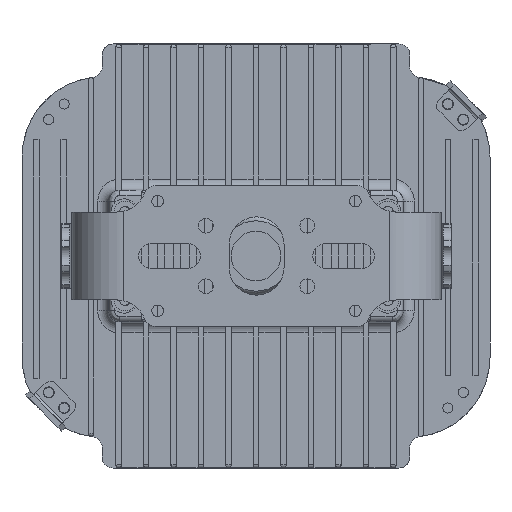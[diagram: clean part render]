
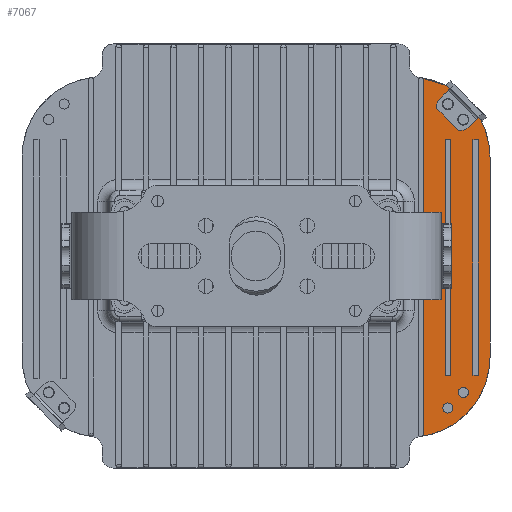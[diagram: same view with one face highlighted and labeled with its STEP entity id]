
A CAD part, front view. The second image highlights one B-rep face of the part: STEP entity #7067.
In plain terms, the highlighted planar face has unit normal (0, -1, 0).
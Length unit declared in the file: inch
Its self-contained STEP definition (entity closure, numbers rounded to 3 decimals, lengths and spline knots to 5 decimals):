
#1=CARTESIAN_POINT('',(3.5,0.,-2.3));
#2=DIRECTION('',(0.,1.,0.));
#3=DIRECTION('',(1.,0.,0.));
#4=AXIS2_PLACEMENT_3D('',#1,#2,#3);
#6=CARTESIAN_POINT('',(3.75857,0.,-4.10659));
#7=CARTESIAN_POINT('',(3.76639,0.,-4.10545));
#8=CARTESIAN_POINT('',(3.7803,0.,-4.10066));
#9=CARTESIAN_POINT('',(3.79815,0.,-4.08641));
#10=CARTESIAN_POINT('',(3.80969,0.,-4.06682));
#11=CARTESIAN_POINT('',(3.8125,0.,-4.05215));
#12=CARTESIAN_POINT('',(3.8125,0.,-4.04425));
#14=DIRECTION('',(0.,0.,1.));
#15=VECTOR('',#14,8.03849);
#16=CARTESIAN_POINT('',(3.8125,0.,-4.04425));
#17=LINE('',#16,#15);
#18=CARTESIAN_POINT('',(3.8125,0.,3.99425));
#19=CARTESIAN_POINT('',(3.8125,0.,4.00215));
#20=CARTESIAN_POINT('',(3.80969,0.,4.01682));
#21=CARTESIAN_POINT('',(3.79815,0.,4.03641));
#22=CARTESIAN_POINT('',(3.7803,0.,4.05066));
#23=CARTESIAN_POINT('',(3.76639,0.,4.05545));
#24=CARTESIAN_POINT('',(3.75857,0.,4.05659));
#26=CARTESIAN_POINT('',(3.5,0.,2.25));
#27=DIRECTION('',(0.,1.,0.));
#28=DIRECTION('',(0.142,0.,0.99));
#29=AXIS2_PLACEMENT_3D('',#26,#27,#28);
#31=DIRECTION('',(1.,0.,0.));
#32=VECTOR('',#31,0.125);
#33=CARTESIAN_POINT('',(4.9375,0.,-2.711));
#34=LINE('',#33,#32);
#35=DIRECTION('',(0.,0.,1.));
#36=VECTOR('',#35,5.354);
#37=CARTESIAN_POINT('',(5.0625,0.,-2.711));
#38=LINE('',#37,#36);
#39=DIRECTION('',(-1.,0.,0.));
#40=VECTOR('',#39,0.125);
#41=CARTESIAN_POINT('',(5.0625,0.,2.643));
#42=LINE('',#41,#40);
#43=DIRECTION('',(1.,0.,0.));
#44=VECTOR('',#43,0.125);
#45=CARTESIAN_POINT('',(4.3125,0.,-2.711));
#46=LINE('',#45,#44);
#47=DIRECTION('',(0.,0.,1.));
#48=VECTOR('',#47,5.354);
#49=CARTESIAN_POINT('',(4.4375,0.,-2.711));
#50=LINE('',#49,#48);
#51=DIRECTION('',(-1.,0.,0.));
#52=VECTOR('',#51,0.125);
#53=CARTESIAN_POINT('',(4.4375,0.,2.643));
#54=LINE('',#53,#52);
#55=CARTESIAN_POINT('',(4.71755,0.,3.105));
#56=DIRECTION('',(0.,-1.,0.));
#57=DIRECTION('',(1.,0.,0.));
#58=AXIS2_PLACEMENT_3D('',#55,#56,#57);
#60=CARTESIAN_POINT('',(4.71755,0.,3.105));
#61=DIRECTION('',(0.,-1.,0.));
#62=DIRECTION('',(-1.,0.,0.));
#63=AXIS2_PLACEMENT_3D('',#60,#61,#62);
#65=CARTESIAN_POINT('',(4.364,0.,3.45855));
#66=DIRECTION('',(0.,-1.,0.));
#67=DIRECTION('',(1.,0.,0.));
#68=AXIS2_PLACEMENT_3D('',#65,#66,#67);
#70=CARTESIAN_POINT('',(4.364,0.,3.45855));
#71=DIRECTION('',(0.,-1.,0.));
#72=DIRECTION('',(-1.,0.,0.));
#73=AXIS2_PLACEMENT_3D('',#70,#71,#72);
#75=CARTESIAN_POINT('',(4.364,0.,-3.45855));
#76=DIRECTION('',(0.,-1.,0.));
#77=DIRECTION('',(1.,0.,0.));
#78=AXIS2_PLACEMENT_3D('',#75,#76,#77);
#80=CARTESIAN_POINT('',(4.364,0.,-3.45855));
#81=DIRECTION('',(0.,-1.,0.));
#82=DIRECTION('',(-1.,0.,0.));
#83=AXIS2_PLACEMENT_3D('',#80,#81,#82);
#85=CARTESIAN_POINT('',(4.71755,0.,-3.105));
#86=DIRECTION('',(0.,-1.,0.));
#87=DIRECTION('',(1.,0.,0.));
#88=AXIS2_PLACEMENT_3D('',#85,#86,#87);
#90=CARTESIAN_POINT('',(4.71755,0.,-3.105));
#91=DIRECTION('',(0.,-1.,0.));
#92=DIRECTION('',(-1.,0.,0.));
#93=AXIS2_PLACEMENT_3D('',#90,#91,#92);
#103=DIRECTION('',(0.,0.,1.));
#104=VECTOR('',#103,4.55);
#105=CARTESIAN_POINT('',(5.325,0.,-2.3));
#106=LINE('',#105,#104);
#5511=DIRECTION('',(0.,0.,1.));
#5512=VECTOR('',#5511,5.354);
#5513=CARTESIAN_POINT('',(4.9375,0.,-2.711));
#5514=LINE('',#5513,#5512);
#5547=DIRECTION('',(0.,0.,1.));
#5548=VECTOR('',#5547,5.354);
#5549=CARTESIAN_POINT('',(4.3125,0.,-2.711));
#5550=LINE('',#5549,#5548);
#5651=CARTESIAN_POINT('',(5.325,0.,-2.3));
#5652=CARTESIAN_POINT('',(3.75842,0.,-4.10661));
#5653=VERTEX_POINT('',#5651);
#5654=VERTEX_POINT('',#5652);
#5655=VERTEX_POINT('',#12);
#5656=CARTESIAN_POINT('',(3.8125,0.,3.99425));
#5657=VERTEX_POINT('',#5656);
#5658=VERTEX_POINT('',#24);
#5659=CARTESIAN_POINT('',(5.325,0.,2.25));
#5660=VERTEX_POINT('',#5659);
#5661=CARTESIAN_POINT('',(4.9375,0.,-2.711));
#5662=CARTESIAN_POINT('',(4.9375,0.,2.643));
#5663=VERTEX_POINT('',#5661);
#5664=VERTEX_POINT('',#5662);
#5665=CARTESIAN_POINT('',(5.0625,0.,-2.711));
#5666=VERTEX_POINT('',#5665);
#5667=CARTESIAN_POINT('',(5.0625,0.,2.643));
#5668=VERTEX_POINT('',#5667);
#5669=CARTESIAN_POINT('',(4.3125,0.,-2.711));
#5670=CARTESIAN_POINT('',(4.3125,0.,2.643));
#5671=VERTEX_POINT('',#5669);
#5672=VERTEX_POINT('',#5670);
#5673=CARTESIAN_POINT('',(4.4375,0.,-2.711));
#5674=VERTEX_POINT('',#5673);
#5675=CARTESIAN_POINT('',(4.4375,0.,2.643));
#5676=VERTEX_POINT('',#5675);
#5677=CARTESIAN_POINT('',(4.83255,0.,3.105));
#5678=CARTESIAN_POINT('',(4.60255,0.,3.105));
#5679=VERTEX_POINT('',#5677);
#5680=VERTEX_POINT('',#5678);
#5681=CARTESIAN_POINT('',(4.479,0.,3.45855));
#5682=CARTESIAN_POINT('',(4.249,0.,3.45855));
#5683=VERTEX_POINT('',#5681);
#5684=VERTEX_POINT('',#5682);
#5685=CARTESIAN_POINT('',(4.479,0.,-3.45855));
#5686=CARTESIAN_POINT('',(4.249,0.,-3.45855));
#5687=VERTEX_POINT('',#5685);
#5688=VERTEX_POINT('',#5686);
#5689=CARTESIAN_POINT('',(4.83255,0.,-3.105));
#5690=CARTESIAN_POINT('',(4.60255,0.,-3.105));
#5691=VERTEX_POINT('',#5689);
#5692=VERTEX_POINT('',#5690);
#7004=CARTESIAN_POINT('',(0.,0.,0.));
#7005=DIRECTION('',(0.,1.,0.));
#7006=DIRECTION('',(1.,0.,0.));
#7007=AXIS2_PLACEMENT_3D('',#7004,#7005,#7006);
#7008=PLANE('',#7007);
#7010=ORIENTED_EDGE('',*,*,#7009,.T.);
#7012=ORIENTED_EDGE('',*,*,#7011,.T.);
#7014=ORIENTED_EDGE('',*,*,#7013,.T.);
#7016=ORIENTED_EDGE('',*,*,#7015,.T.);
#7018=ORIENTED_EDGE('',*,*,#7017,.T.);
#7020=ORIENTED_EDGE('',*,*,#7019,.F.);
#7021=EDGE_LOOP('',(#7010,#7012,#7014,#7016,#7018,#7020));
#7022=FACE_OUTER_BOUND('',#7021,.F.);
#7024=ORIENTED_EDGE('',*,*,#7023,.F.);
#7026=ORIENTED_EDGE('',*,*,#7025,.T.);
#7028=ORIENTED_EDGE('',*,*,#7027,.T.);
#7030=ORIENTED_EDGE('',*,*,#7029,.T.);
#7031=EDGE_LOOP('',(#7024,#7026,#7028,#7030));
#7032=FACE_BOUND('',#7031,.F.);
#7034=ORIENTED_EDGE('',*,*,#7033,.F.);
#7036=ORIENTED_EDGE('',*,*,#7035,.T.);
#7038=ORIENTED_EDGE('',*,*,#7037,.T.);
#7040=ORIENTED_EDGE('',*,*,#7039,.T.);
#7041=EDGE_LOOP('',(#7034,#7036,#7038,#7040));
#7042=FACE_BOUND('',#7041,.F.);
#7044=ORIENTED_EDGE('',*,*,#7043,.T.);
#7046=ORIENTED_EDGE('',*,*,#7045,.T.);
#7047=EDGE_LOOP('',(#7044,#7046));
#7048=FACE_BOUND('',#7047,.F.);
#7050=ORIENTED_EDGE('',*,*,#7049,.T.);
#7052=ORIENTED_EDGE('',*,*,#7051,.T.);
#7053=EDGE_LOOP('',(#7050,#7052));
#7054=FACE_BOUND('',#7053,.F.);
#7056=ORIENTED_EDGE('',*,*,#7055,.T.);
#7058=ORIENTED_EDGE('',*,*,#7057,.T.);
#7059=EDGE_LOOP('',(#7056,#7058));
#7060=FACE_BOUND('',#7059,.F.);
#7062=ORIENTED_EDGE('',*,*,#7061,.T.);
#7064=ORIENTED_EDGE('',*,*,#7063,.T.);
#7065=EDGE_LOOP('',(#7062,#7064));
#7066=FACE_BOUND('',#7065,.F.);
#7067=ADVANCED_FACE('',(#7022,#7032,#7042,#7048,#7054,#7060,#7066),#7008,.F.);
#5=CIRCLE('',#4,1.825);
#13=B_SPLINE_CURVE_WITH_KNOTS('',3,(#6,#7,#8,#9,#10,#11,#12),.UNSPECIFIED.,.F.,
.F.,(4,1,1,1,4),(0.,0.25,0.5,0.75,1.),.UNSPECIFIED.);
#25=B_SPLINE_CURVE_WITH_KNOTS('',3,(#18,#19,#20,#21,#22,#23,#24),.UNSPECIFIED.,
.F.,.F.,(4,1,1,1,4),(0.,0.25,0.5,0.75,1.),.UNSPECIFIED.);
#30=CIRCLE('',#29,1.825);
#59=CIRCLE('',#58,0.115);
#64=CIRCLE('',#63,0.115);
#69=CIRCLE('',#68,0.115);
#74=CIRCLE('',#73,0.115);
#79=CIRCLE('',#78,0.115);
#84=CIRCLE('',#83,0.115);
#89=CIRCLE('',#88,0.115);
#94=CIRCLE('',#93,0.115);
#7009=EDGE_CURVE('',#5653,#5654,#5,.T.);
#7011=EDGE_CURVE('',#5654,#5655,#13,.T.);
#7013=EDGE_CURVE('',#5655,#5657,#17,.T.);
#7015=EDGE_CURVE('',#5657,#5658,#25,.T.);
#7017=EDGE_CURVE('',#5658,#5660,#30,.T.);
#7019=EDGE_CURVE('',#5653,#5660,#106,.T.);
#7023=EDGE_CURVE('',#5663,#5664,#5514,.T.);
#7025=EDGE_CURVE('',#5663,#5666,#34,.T.);
#7027=EDGE_CURVE('',#5666,#5668,#38,.T.);
#7029=EDGE_CURVE('',#5668,#5664,#42,.T.);
#7033=EDGE_CURVE('',#5671,#5672,#5550,.T.);
#7035=EDGE_CURVE('',#5671,#5674,#46,.T.);
#7037=EDGE_CURVE('',#5674,#5676,#50,.T.);
#7039=EDGE_CURVE('',#5676,#5672,#54,.T.);
#7043=EDGE_CURVE('',#5679,#5680,#59,.T.);
#7045=EDGE_CURVE('',#5680,#5679,#64,.T.);
#7049=EDGE_CURVE('',#5683,#5684,#69,.T.);
#7051=EDGE_CURVE('',#5684,#5683,#74,.T.);
#7055=EDGE_CURVE('',#5687,#5688,#79,.T.);
#7057=EDGE_CURVE('',#5688,#5687,#84,.T.);
#7061=EDGE_CURVE('',#5691,#5692,#89,.T.);
#7063=EDGE_CURVE('',#5692,#5691,#94,.T.);
